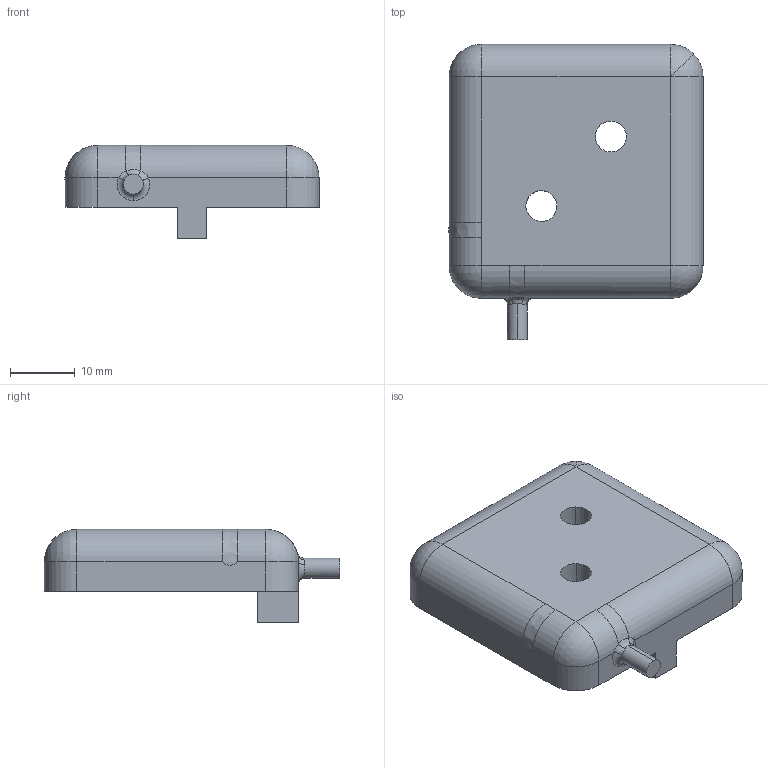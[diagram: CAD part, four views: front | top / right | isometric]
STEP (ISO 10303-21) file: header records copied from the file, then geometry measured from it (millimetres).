
FILE_DESCRIPTION (( 'STEP AP214' ), '1' );
FILE_NAME ('Top Lock Keeper (FR Left).STEP', '2025-09-19T20:23:04', ( '' ), ( '' ), 'SwSTEP 2.0', 'SolidWorks 2025', '' );
FILE_SCHEMA (( 'AUTOMOTIVE_DESIGN' ));
Length unit declared in the file: metre
Products named in the file (1): Top Lock Keeper (FR Left)
Bounding box: 39.11 x 45.43 x 14.36 mm (x, y, z)
Volume: 10168.8 mm3; surface area: 4380.1 mm2
Topology: 1 solids, 1 shells, 46 faces, 115 edges, 68 vertices
Faces by surface type: cylinder 20, plane 14, sphere 5, bspline 5, torus 2
Entity records: 1872 total; most frequent: CARTESIAN_POINT 789, ORIENTED_EDGE 224, DIRECTION 216, EDGE_CURVE 112, AXIS2_PLACEMENT_3D 80, VERTEX_POINT 68, VECTOR 56, LINE 56
